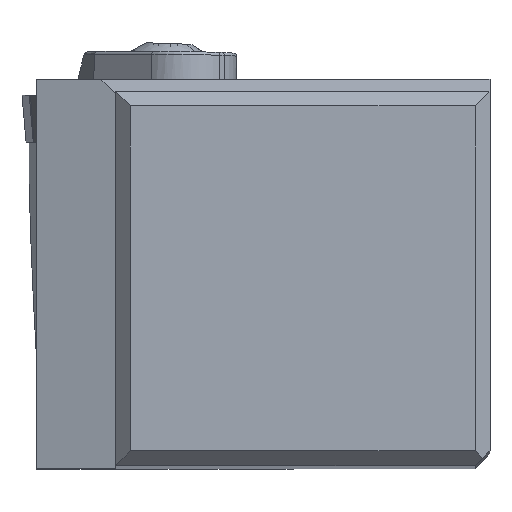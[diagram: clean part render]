
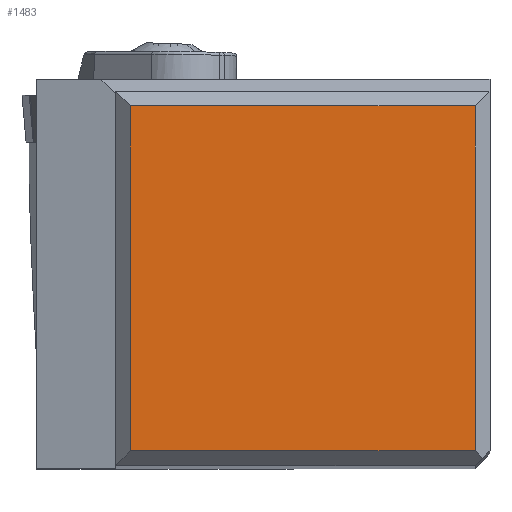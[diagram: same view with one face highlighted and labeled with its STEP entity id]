
A CAD part, top view. The second image highlights one B-rep face of the part: STEP entity #1483.
In plain terms, the highlighted planar face has unit normal (0, 0, 1).
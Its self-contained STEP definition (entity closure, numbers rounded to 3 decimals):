
#1307=FACE_OUTER_BOUND('',#1774,.T.);
#1483=ADVANCED_FACE('',(#1307),#1649,.T.);
#1649=PLANE('',#4843);
#1774=EDGE_LOOP('',(#2247,#2248,#2249,#2250));
#2247=ORIENTED_EDGE('',*,*,#3433,.T.);
#2248=ORIENTED_EDGE('',*,*,#3441,.F.);
#2249=ORIENTED_EDGE('',*,*,#3439,.F.);
#2250=ORIENTED_EDGE('',*,*,#3435,.F.);
#3044=VERTEX_POINT('',#6689);
#3045=VERTEX_POINT('',#6691);
#3046=VERTEX_POINT('',#6695);
#3048=VERTEX_POINT('',#6703);
#3433=EDGE_CURVE('',#3045,#3044,#4132,.T.);
#3435=EDGE_CURVE('',#3045,#3046,#4134,.T.);
#3439=EDGE_CURVE('',#3046,#3048,#4138,.T.);
#3441=EDGE_CURVE('',#3048,#3044,#4140,.T.);
#4132=LINE('',#6690,#4367);
#4134=LINE('',#6694,#4369);
#4138=LINE('',#6702,#4373);
#4140=LINE('',#6706,#4375);
#4367=VECTOR('',#5486,1.);
#4369=VECTOR('',#5490,1.);
#4373=VECTOR('',#5498,1.);
#4375=VECTOR('',#5502,1.);
#4843=AXIS2_PLACEMENT_3D('',#6708,#5505,#5506);
#5486=DIRECTION('',(-1.,0.,0.));
#5490=DIRECTION('',(0.,-1.,0.));
#5498=DIRECTION('',(-1.,0.,0.));
#5502=DIRECTION('',(0.,1.,0.));
#5505=DIRECTION('',(0.,0.,1.));
#5506=DIRECTION('',(1.,0.,0.));
#6689=CARTESIAN_POINT('',(-24.4,24.4,0.));
#6690=CARTESIAN_POINT('',(-1.,24.4,0.));
#6691=CARTESIAN_POINT('',(-1.,24.4,0.));
#6694=CARTESIAN_POINT('',(-1.,24.4,0.));
#6695=CARTESIAN_POINT('',(-1.,1.,0.));
#6702=CARTESIAN_POINT('',(-1.,1.,0.));
#6703=CARTESIAN_POINT('',(-24.4,1.,0.));
#6706=CARTESIAN_POINT('',(-24.4,1.,0.));
#6708=CARTESIAN_POINT('',(-12.7,12.7,0.));
